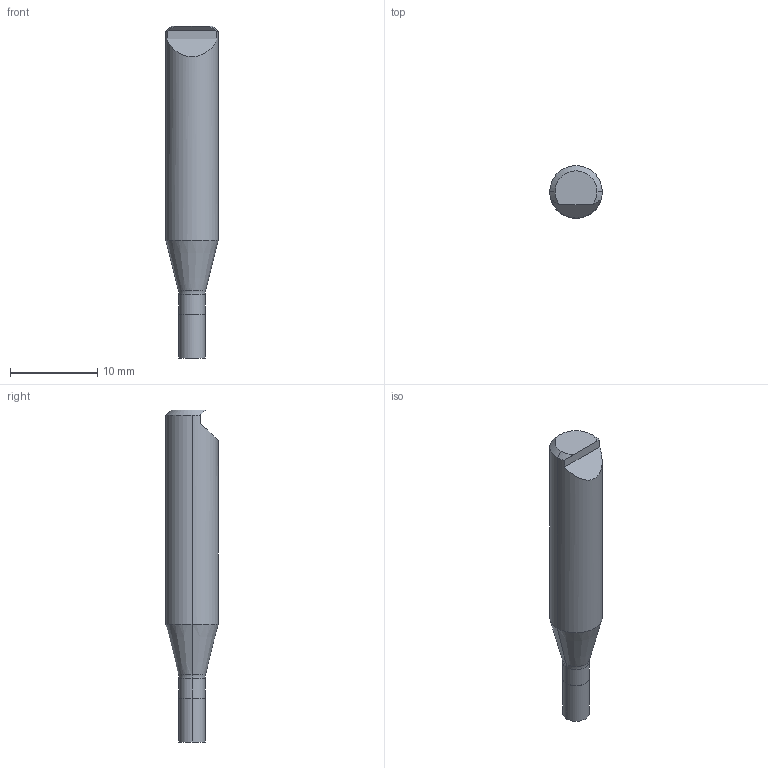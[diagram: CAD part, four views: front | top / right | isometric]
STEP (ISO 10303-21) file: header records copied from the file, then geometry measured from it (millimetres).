
FILE_DESCRIPTION (( 'STEP AP203' ), '1' );
FILE_NAME ('552127.step', '2024-02-12T14:28:41', ( '' ), ( '' ), 'SwSTEP 2.0', 'SolidWorks 2019', '' );
FILE_SCHEMA (( 'CONFIG_CONTROL_DESIGN' ));
Length unit declared in the file: millimetre
Products named in the file (1): 552127
Bounding box: 6 x 6 x 38 mm (x, y, z)
Volume: 825 mm3; surface area: 659.8 mm2
Topology: 2 solids, 2 shells, 20 faces, 40 edges, 24 vertices
Faces by surface type: plane 7, cylinder 6, cone 5, torus 2
Entity records: 599 total; most frequent: CARTESIAN_POINT 100, DIRECTION 97, ORIENTED_EDGE 80, AXIS2_PLACEMENT_3D 41, EDGE_CURVE 40, VERTEX_POINT 24, CIRCLE 20, ADVANCED_FACE 20
